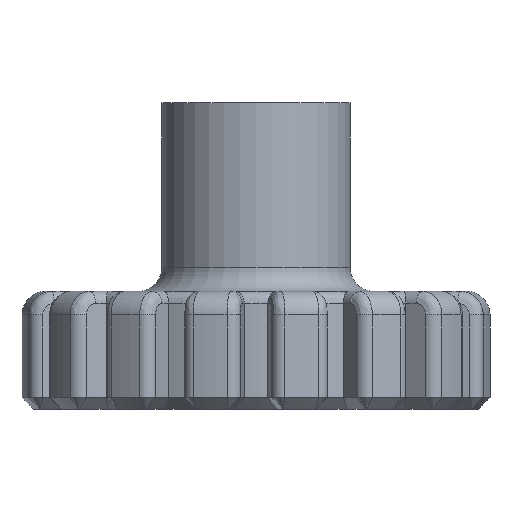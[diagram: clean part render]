
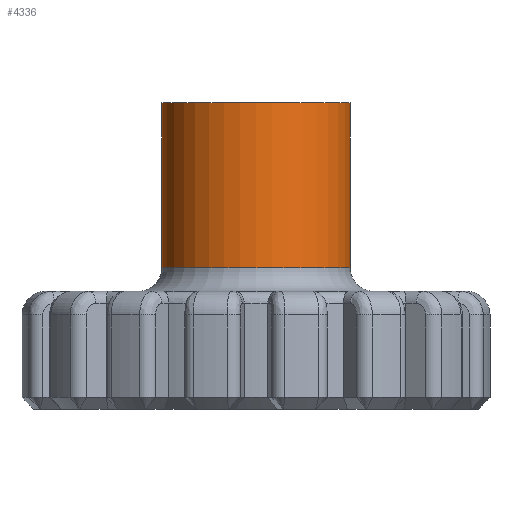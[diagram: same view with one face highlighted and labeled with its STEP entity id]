
A CAD part, front view. The second image highlights one B-rep face of the part: STEP entity #4336.
In plain terms, the highlighted cylindrical face has radius 4 mm (diameter 8 mm), a full revolution.
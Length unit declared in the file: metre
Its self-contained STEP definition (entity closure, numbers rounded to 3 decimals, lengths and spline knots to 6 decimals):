
#1803=ORIENTED_EDGE('',*,*,#2735,.T.);
#1804=ORIENTED_EDGE('',*,*,#2736,.F.);
#2735=EDGE_CURVE('',#3200,#3200,#3433,.T.);
#2736=EDGE_CURVE('',#3201,#3201,#3434,.T.);
#3200=VERTEX_POINT('',#8055);
#3201=VERTEX_POINT('',#8057);
#3433=CIRCLE('',#4836,0.004);
#3434=CIRCLE('',#4837,0.004);
#3632=EDGE_LOOP('',(#1803));
#3633=EDGE_LOOP('',(#1804));
#3936=FACE_BOUND('',#3632,.T.);
#3937=FACE_BOUND('',#3633,.T.);
#4144=CYLINDRICAL_SURFACE('',#4835,0.004);
#4336=ADVANCED_FACE('',(#3936,#3937),#4144,.T.);
#4835=AXIS2_PLACEMENT_3D('',#8053,#5923,#5924);
#4836=AXIS2_PLACEMENT_3D('',#8054,#5925,#5926);
#4837=AXIS2_PLACEMENT_3D('',#8056,#5927,#5928);
#5923=DIRECTION('',(0.,0.,1.));
#5924=DIRECTION('',(1.,0.,0.));
#5925=DIRECTION('',(0.,0.,1.));
#5926=DIRECTION('',(1.,0.,0.));
#5927=DIRECTION('',(0.,0.,1.));
#5928=DIRECTION('',(1.,0.,0.));
#8053=CARTESIAN_POINT('',(0.,0.,0.005));
#8054=CARTESIAN_POINT('',(0.,0.,0.006));
#8055=CARTESIAN_POINT('',(0.004,0.,0.006));
#8056=CARTESIAN_POINT('',(0.,0.,0.013));
#8057=CARTESIAN_POINT('',(0.004,0.,0.013));
